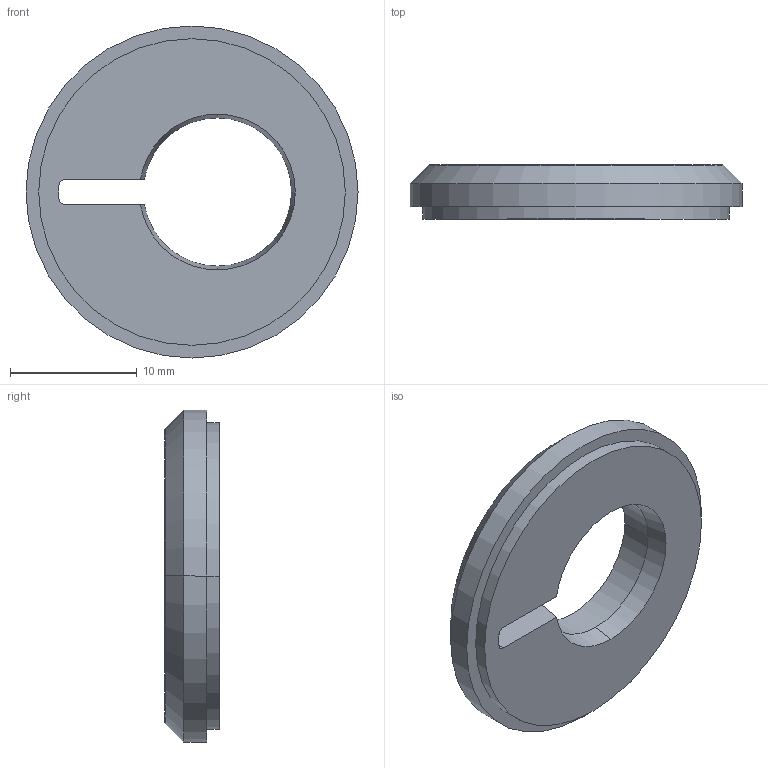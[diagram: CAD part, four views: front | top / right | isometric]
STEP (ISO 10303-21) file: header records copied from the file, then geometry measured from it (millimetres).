
FILE_DESCRIPTION (( 'STEP AP203' ), '1' );
FILE_NAME ('A24_0006-003.STEP', '2020-09-23T07:46:16', ( '' ), ( '' ), 'SwSTEP 2.0', 'SolidWorks 2019', '' );
FILE_SCHEMA (( 'CONFIG_CONTROL_DESIGN' ));
Length unit declared in the file: millimetre
Products named in the file (1): A24_0006-003
Bounding box: 26.2 x 4.3 x 26.2 mm (x, y, z)
Volume: 1621.6 mm3; surface area: 1313.9 mm2
Topology: 1 solids, 1 shells, 21 faces, 50 edges, 32 vertices
Faces by surface type: cylinder 8, plane 6, cone 5, torus 2
Entity records: 702 total; most frequent: DIRECTION 119, CARTESIAN_POINT 110, ORIENTED_EDGE 100, EDGE_CURVE 50, AXIS2_PLACEMENT_3D 49, VERTEX_POINT 32, CIRCLE 27, EDGE_LOOP 24
